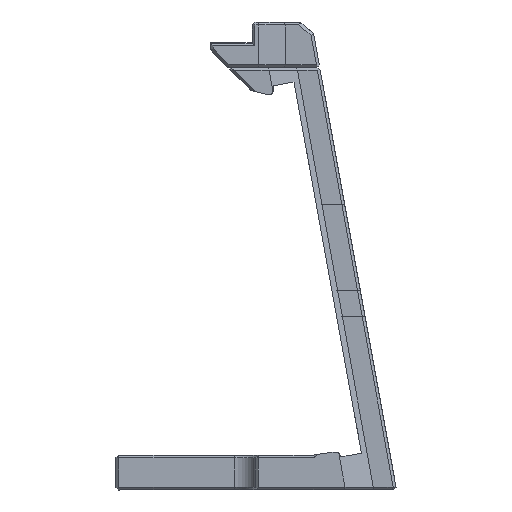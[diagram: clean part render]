
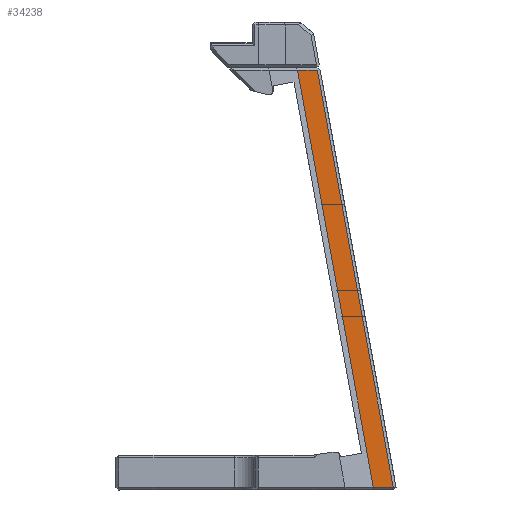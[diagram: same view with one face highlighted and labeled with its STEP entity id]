
A CAD part, left-side view. The second image highlights one B-rep face of the part: STEP entity #34238.
In plain terms, the highlighted planar face has unit normal (-1, 0, 0).
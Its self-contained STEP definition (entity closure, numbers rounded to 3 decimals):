
#2316=PLANE('',#37435);
#4011=FACE_OUTER_BOUND('',#6192,.T.);
#6192=EDGE_LOOP('',(#31953,#31954,#31955,#31956));
#11108=LINE('',#57524,#14546);
#11135=LINE('',#57576,#14573);
#11140=LINE('',#57586,#14578);
#11141=LINE('',#57587,#14579);
#14546=VECTOR('',#47036,10.);
#14573=VECTOR('',#47083,10.);
#14578=VECTOR('',#47090,1000.);
#14579=VECTOR('',#47091,10.);
#17791=VERTEX_POINT('',#57522);
#17792=VERTEX_POINT('',#57523);
#17807=VERTEX_POINT('',#57575);
#17811=VERTEX_POINT('',#57585);
#22655=EDGE_CURVE('',#17791,#17792,#11108,.T.);
#22682=EDGE_CURVE('',#17792,#17807,#11135,.T.);
#22687=EDGE_CURVE('',#17811,#17791,#11140,.T.);
#22688=EDGE_CURVE('',#17807,#17811,#11141,.T.);
#31953=ORIENTED_EDGE('',*,*,#22655,.F.);
#31954=ORIENTED_EDGE('',*,*,#22687,.F.);
#31955=ORIENTED_EDGE('',*,*,#22688,.F.);
#31956=ORIENTED_EDGE('',*,*,#22682,.F.);
#34238=ADVANCED_FACE('',(#4011),#2316,.F.);
#37435=AXIS2_PLACEMENT_3D('',#57584,#47088,#47089);
#47036=DIRECTION('',(0.,-1.,0.));
#47083=DIRECTION('',(0.,-0.179,-0.984));
#47088=DIRECTION('center_axis',(1.,0.,0.));
#47089=DIRECTION('ref_axis',(0.,-1.,0.));
#47090=DIRECTION('',(0.,0.179,0.984));
#47091=DIRECTION('',(0.,1.,0.));
#57522=CARTESIAN_POINT('',(-207.315,-236.14,65.187));
#57523=CARTESIAN_POINT('',(-207.315,-238.985,65.187));
#57524=CARTESIAN_POINT('',(-207.315,-238.165,65.187));
#57575=CARTESIAN_POINT('',(-207.315,-249.84,5.487));
#57576=CARTESIAN_POINT('',(-207.315,-249.712,6.193));
#57584=CARTESIAN_POINT('Origin',(-207.315,-246.137,5.726));
#57585=CARTESIAN_POINT('',(-207.315,-246.994,5.487));
#57586=CARTESIAN_POINT('',(-207.315,-247.067,5.087));
#57587=CARTESIAN_POINT('',(-207.315,-135.637,5.487));
